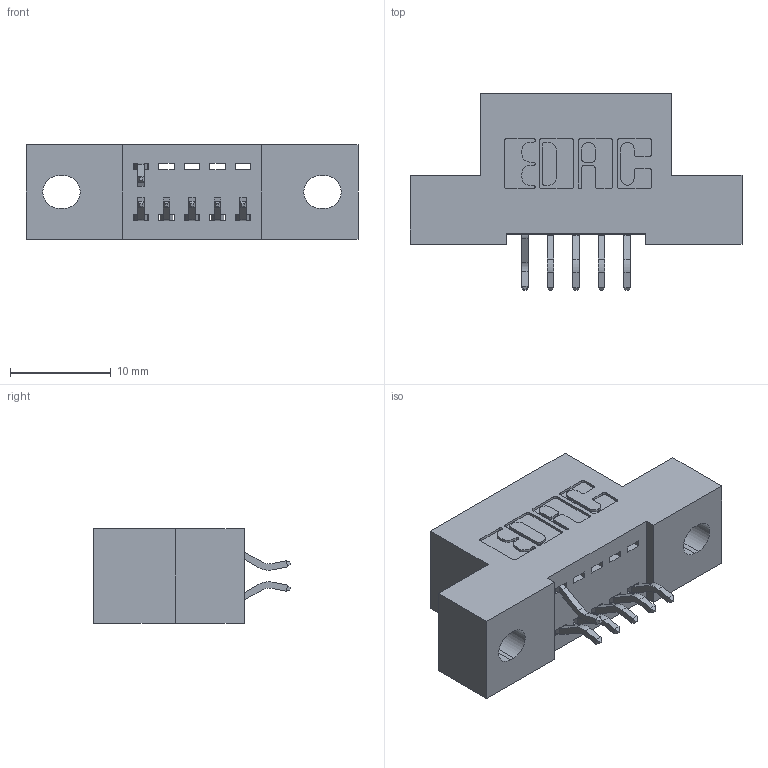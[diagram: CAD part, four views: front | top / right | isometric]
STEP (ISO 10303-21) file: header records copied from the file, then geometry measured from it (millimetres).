
FILE_DESCRIPTION (( 'STEP AP203' ), '1' );
FILE_NAME ('342-010-556-202.STEP', '2018-08-10T13:55:57', ( '' ), ( '' ), 'SwSTEP 2.0', 'SolidWorks 2016', '' );
FILE_SCHEMA (( 'CONFIG_CONTROL_DESIGN' ));
Length unit declared in the file: inch
Products named in the file (3): 342 Part_.128 Slot; 345-292-001_556 Tail; 342-010-556-202
Assembly tree (7 placements, depth 2):
  342-010-556-202
    342 Part_.128 Slot
    345-292-001_556 Tail  x6
Bounding box: 33.02 x 19.58 x 9.4 mm (x, y, z)
Volume: 2703.4 mm3; surface area: 3043.5 mm2
Topology: 7 solids, 7 shells, 486 faces, 1433 edges, 946 vertices
Faces by surface type: plane 334, cylinder 152
Entity records: 8097 total; most frequent: CARTESIAN_POINT 1418, ORIENTED_EDGE 1346, DIRECTION 1261, EDGE_CURVE 673, VECTOR 537, LINE 537, VERTEX_POINT 446, AXIS2_PLACEMENT_3D 362
